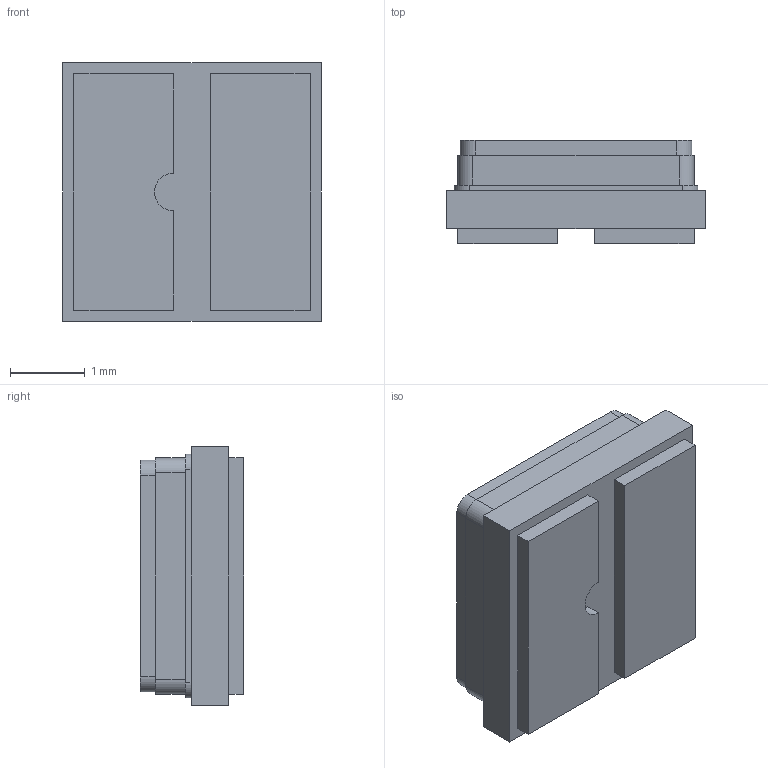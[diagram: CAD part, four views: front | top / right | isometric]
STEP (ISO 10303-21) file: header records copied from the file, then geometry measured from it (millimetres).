
FILE_DESCRIPTION(('CAx-IF Rec.Pracs.---Model Styling and Organization---1.5---2016-08-15','CAx-IF Rec.Pracs.---Geometric and Assembly Validation Properties---4.4---2016-08-17','CAx-IF Rec.Pracs.---User Defined Attributes---1.5---2016-08-15','CAx-IF Rec.Pracs.---External References---2.1---2005-01-19'),'2;1');
FILE_NAME('13200634.step','2025-02-24T20:39:16',('Unspecified'),('Unspecified'),'CAD Exchanger 3.10.2 (cadexchanger.com)','Unspecified','');
FILE_SCHEMA(('AUTOMOTIVE_DESIGN { 1 0 10303 214 1 1 1 1 }'));
Length unit declared in the file: millimetre
Products named in the file (13): VLMU35CL20-275-120; G35UVC280SL SUB; G35UVC280SL CHIP PAD (1); G35UVC280SL CHIP PAD_2; G35UVC280SL CHIP PAD_3; G35UVC280SL CHIP PAD; G35UVC280SL SOLDER PAD (1); G35UVC280SL SOLDER PAD; G35UVC280SL SOLDER PAD_2; G35UVC280SL CAVITY; G35UVC280SL DAM; EPI_02_UVC1020S; SIL
Assembly tree (12 placements, depth 3):
  VLMU35CL20-275-120
    G35UVC280SL SUB
    G35UVC280SL CHIP PAD (1)
      G35UVC280SL CHIP PAD_2
      G35UVC280SL CHIP PAD_3
      G35UVC280SL CHIP PAD
    G35UVC280SL SOLDER PAD (1)
      G35UVC280SL SOLDER PAD
      G35UVC280SL SOLDER PAD_2
    G35UVC280SL CAVITY
    G35UVC280SL DAM
    EPI_02_UVC1020S
    SIL
Bounding box: 3.45 x 1.38 x 3.45 mm (x, y, z)
Volume: 13.9 mm3; surface area: 119.8 mm2
Topology: 10 solids, 10 shells, 152 faces, 386 edges, 260 vertices
Faces by surface type: plane 105, cylinder 47
Entity records: 6091 total; most frequent: CARTESIAN_POINT 842, DIRECTION 784, ORIENTED_EDGE 772, EDGE_CURVE 386, LINE 284, VECTOR 284, VERTEX_POINT 260, AXIS2_PLACEMENT_3D 250
